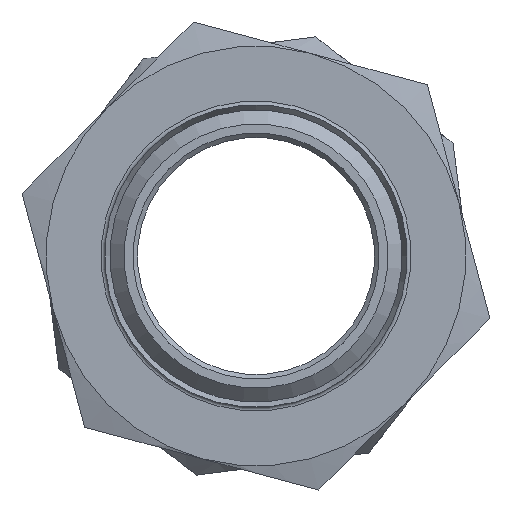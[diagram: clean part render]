
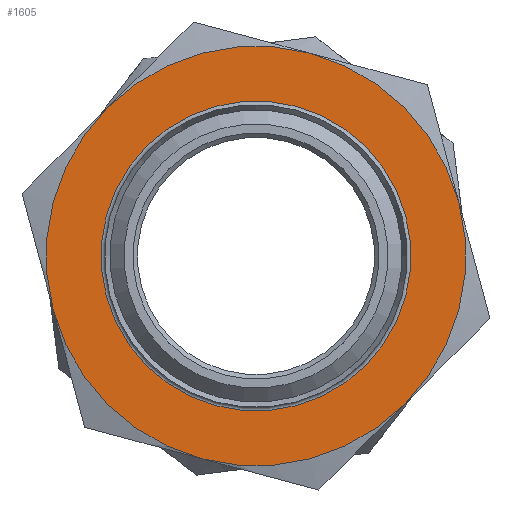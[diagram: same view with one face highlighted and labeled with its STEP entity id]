
A CAD part, left-side view. The second image highlights one B-rep face of the part: STEP entity #1605.
In plain terms, the highlighted planar face has unit normal (-1, 0, 0).
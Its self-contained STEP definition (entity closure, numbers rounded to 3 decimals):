
#78=FACE_BOUND('',#459,.T.);
#103=PLANE('',#1841);
#354=FACE_OUTER_BOUND('',#458,.T.);
#458=EDGE_LOOP('',(#1441,#1442,#1443,#1444,#1445,#1446));
#459=EDGE_LOOP('',(#1447,#1448));
#578=CIRCLE('',#1809,23.);
#579=CIRCLE('',#1811,23.);
#580=CIRCLE('',#1813,23.);
#581=CIRCLE('',#1815,23.);
#582=CIRCLE('',#1817,23.);
#583=CIRCLE('',#1819,23.);
#593=CIRCLE('',#1842,16.988);
#594=CIRCLE('',#1843,16.988);
#734=VERTEX_POINT('',#2855);
#736=VERTEX_POINT('',#2860);
#737=VERTEX_POINT('',#2866);
#739=VERTEX_POINT('',#2876);
#742=VERTEX_POINT('',#2890);
#744=VERTEX_POINT('',#2900);
#755=VERTEX_POINT('',#2955);
#756=VERTEX_POINT('',#2956);
#956=EDGE_CURVE('',#734,#736,#578,.T.);
#959=EDGE_CURVE('',#737,#734,#579,.T.);
#962=EDGE_CURVE('',#739,#737,#580,.T.);
#964=EDGE_CURVE('',#742,#739,#581,.T.);
#967=EDGE_CURVE('',#744,#742,#582,.T.);
#970=EDGE_CURVE('',#736,#744,#583,.T.);
#991=EDGE_CURVE('',#755,#756,#593,.T.);
#992=EDGE_CURVE('',#756,#755,#594,.T.);
#1441=ORIENTED_EDGE('',*,*,#959,.T.);
#1442=ORIENTED_EDGE('',*,*,#956,.T.);
#1443=ORIENTED_EDGE('',*,*,#970,.T.);
#1444=ORIENTED_EDGE('',*,*,#967,.T.);
#1445=ORIENTED_EDGE('',*,*,#964,.T.);
#1446=ORIENTED_EDGE('',*,*,#962,.T.);
#1447=ORIENTED_EDGE('',*,*,#991,.F.);
#1448=ORIENTED_EDGE('',*,*,#992,.F.);
#1605=ADVANCED_FACE('',(#354,#78),#103,.T.);
#1809=AXIS2_PLACEMENT_3D('',#2864,#2248,#2249);
#1811=AXIS2_PLACEMENT_3D('',#2874,#2252,#2253);
#1813=AXIS2_PLACEMENT_3D('',#2884,#2256,#2257);
#1815=AXIS2_PLACEMENT_3D('',#2891,#2260,#2261);
#1817=AXIS2_PLACEMENT_3D('',#2901,#2264,#2265);
#1819=AXIS2_PLACEMENT_3D('',#2910,#2268,#2269);
#1841=AXIS2_PLACEMENT_3D('',#2954,#2322,#2323);
#1842=AXIS2_PLACEMENT_3D('',#2957,#2324,#2325);
#1843=AXIS2_PLACEMENT_3D('',#2958,#2326,#2327);
#2248=DIRECTION('center_axis',(-1.,0.,0.));
#2249=DIRECTION('ref_axis',(0.,0.707,0.707));
#2252=DIRECTION('center_axis',(-1.,0.,0.));
#2253=DIRECTION('ref_axis',(0.,0.707,0.707));
#2256=DIRECTION('center_axis',(-1.,0.,0.));
#2257=DIRECTION('ref_axis',(0.,0.707,0.707));
#2260=DIRECTION('center_axis',(-1.,0.,0.));
#2261=DIRECTION('ref_axis',(0.,0.707,0.707));
#2264=DIRECTION('center_axis',(-1.,0.,0.));
#2265=DIRECTION('ref_axis',(0.,0.707,0.707));
#2268=DIRECTION('center_axis',(-1.,0.,0.));
#2269=DIRECTION('ref_axis',(0.,0.707,0.707));
#2322=DIRECTION('center_axis',(-1.,0.,0.));
#2323=DIRECTION('ref_axis',(0.,0.707,0.707));
#2324=DIRECTION('center_axis',(-1.,0.,0.));
#2325=DIRECTION('ref_axis',(0.,-0.707,-0.707));
#2326=DIRECTION('center_axis',(-1.,0.,0.));
#2327=DIRECTION('ref_axis',(0.,-0.707,-0.707));
#2855=CARTESIAN_POINT('',(-70.,22.216,-5.953));
#2860=CARTESIAN_POINT('',(-70.,5.953,-22.216));
#2864=CARTESIAN_POINT('Origin',(-70.,0.,0.));
#2866=CARTESIAN_POINT('',(-70.,16.263,16.263));
#2874=CARTESIAN_POINT('Origin',(-70.,0.,0.));
#2876=CARTESIAN_POINT('',(-70.,-5.953,22.216));
#2884=CARTESIAN_POINT('Origin',(-70.,0.,0.));
#2890=CARTESIAN_POINT('',(-70.,-22.216,5.953));
#2891=CARTESIAN_POINT('Origin',(-70.,0.,0.));
#2900=CARTESIAN_POINT('',(-70.,-16.263,-16.263));
#2901=CARTESIAN_POINT('Origin',(-70.,0.,0.));
#2910=CARTESIAN_POINT('Origin',(-70.,0.,0.));
#2954=CARTESIAN_POINT('Origin',(-70.,14.001,14.001));
#2955=CARTESIAN_POINT('',(-70.,12.012,12.012));
#2956=CARTESIAN_POINT('',(-70.,-12.012,-12.012));
#2957=CARTESIAN_POINT('Origin',(-70.,0.,0.));
#2958=CARTESIAN_POINT('Origin',(-70.,0.,0.));
